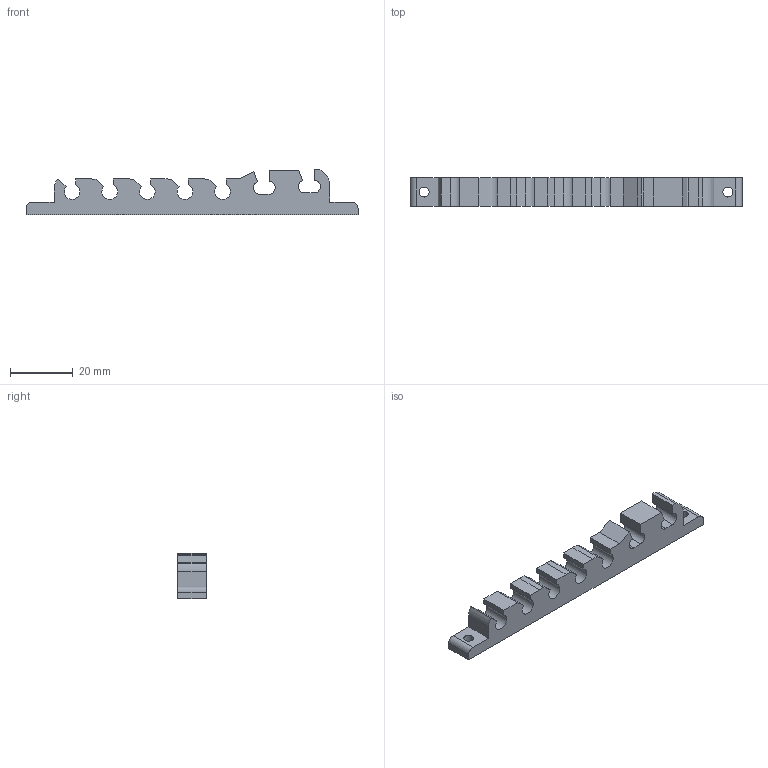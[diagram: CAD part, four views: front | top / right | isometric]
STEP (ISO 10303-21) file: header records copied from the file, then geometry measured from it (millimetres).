
FILE_DESCRIPTION(/* description */ ('STEP AP242','CAx-IF Rec.Pracs.---Representation and Presentation of Product Manufacturing Information (PMI)---4.0---2014-10-13','CAx-IF Rec.Pracs.---3D Tessellated Geometry---0.4---2014-09-14','2;1'),/* implementation_level */ '2;1');
FILE_NAME(/* name */ '67365f7bded5520a601e8c95',/* time_stamp */ '2024-11-14T20:37:16Z',/* author */ (''),/* organization */ (''),/* preprocessor_version */ 'ST-DEVELOPER v20',/* originating_system */ 'ONSHAPE BY PTC INC, 1.189',/* authorisation */ ' ');
FILE_SCHEMA (('AP242_MANAGED_MODEL_BASED_3D_ENGINEERING_MIM_LF { 1 0 10303 442 1 1 4 }'));
Length unit declared in the file: metre
Products named in the file (1): Part 1
Bounding box: 105.88 x 9 x 14.47 mm (x, y, z)
Volume: 8206.7 mm3; surface area: 4839.7 mm2
Topology: 1 solids, 1 shells, 51 faces, 148 edges, 99 vertices
Faces by surface type: plane 36, cylinder 15
Full cylindrical faces by diameter (mm): 3.2 x2
Entity records: 1691 total; most frequent: CARTESIAN_POINT 295, ORIENTED_EDGE 290, DIRECTION 279, EDGE_CURVE 145, LINE 115, VECTOR 115, VERTEX_POINT 98, AXIS2_PLACEMENT_3D 82
